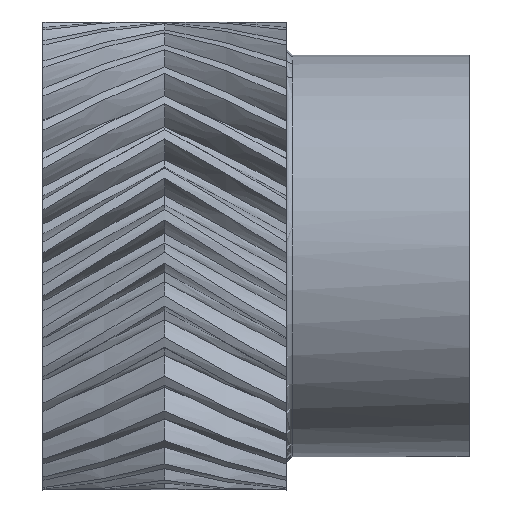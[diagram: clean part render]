
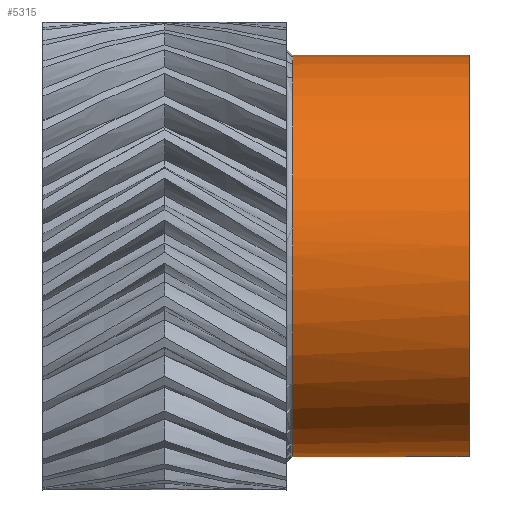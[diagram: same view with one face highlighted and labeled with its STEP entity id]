
A CAD part, top view. The second image highlights one B-rep face of the part: STEP entity #5315.
In plain terms, the highlighted cylindrical face has radius 16.5 mm (diameter 33 mm), a full revolution.
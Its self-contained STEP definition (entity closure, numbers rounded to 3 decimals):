
#890=LINE('',#7134,#976);
#976=VECTOR('',#6014,16.5);
#1062=CYLINDRICAL_SURFACE('',#5696,16.5);
#1114=FACE_OUTER_BOUND('',#1429,.T.);
#1429=EDGE_LOOP('',(#3456,#3457,#3458,#3459,#3460));
#1769=CIRCLE('',#5659,16.5);
#1770=CIRCLE('',#5660,16.5);
#1805=CIRCLE('',#5697,16.5);
#1923=VERTEX_POINT('',#6548);
#1924=VERTEX_POINT('',#6550);
#2061=VERTEX_POINT('',#7133);
#2470=EDGE_CURVE('',#1923,#1924,#1769,.T.);
#2471=EDGE_CURVE('',#1924,#1923,#1770,.T.);
#2608=EDGE_CURVE('',#1924,#2061,#890,.T.);
#2609=EDGE_CURVE('',#2061,#2061,#1805,.T.);
#3456=ORIENTED_EDGE('',*,*,#2471,.F.);
#3457=ORIENTED_EDGE('',*,*,#2608,.T.);
#3458=ORIENTED_EDGE('',*,*,#2609,.F.);
#3459=ORIENTED_EDGE('',*,*,#2608,.F.);
#3460=ORIENTED_EDGE('',*,*,#2470,.F.);
#5315=ADVANCED_FACE('',(#1114),#1062,.T.);
#5659=AXIS2_PLACEMENT_3D('',#6551,#5938,#5939);
#5660=AXIS2_PLACEMENT_3D('',#6552,#5940,#5941);
#5696=AXIS2_PLACEMENT_3D('',#7132,#6012,#6013);
#5697=AXIS2_PLACEMENT_3D('',#7135,#6015,#6016);
#5938=DIRECTION('center_axis',(-1.,0.,0.));
#5939=DIRECTION('ref_axis',(0.,-0.222,-0.975));
#5940=DIRECTION('center_axis',(-1.,0.,0.));
#5941=DIRECTION('ref_axis',(0.,-0.222,-0.975));
#6012=DIRECTION('center_axis',(-1.,0.,0.));
#6013=DIRECTION('ref_axis',(0.,-0.222,-0.975));
#6014=DIRECTION('',(1.,0.,0.));
#6015=DIRECTION('center_axis',(1.,0.,0.));
#6016=DIRECTION('ref_axis',(0.,-0.222,-0.975));
#6548=CARTESIAN_POINT('',(10.927,-24.505,-143.389));
#6550=CARTESIAN_POINT('',(10.927,-20.85,-143.799));
#6551=CARTESIAN_POINT('Origin',(10.927,-24.505,-159.889));
#6552=CARTESIAN_POINT('Origin',(10.927,-24.505,-159.889));
#7132=CARTESIAN_POINT('Origin',(25.427,-24.505,-159.889));
#7133=CARTESIAN_POINT('',(25.427,-20.85,-143.799));
#7134=CARTESIAN_POINT('',(25.427,-20.85,-143.799));
#7135=CARTESIAN_POINT('Origin',(25.427,-24.505,-159.889));
